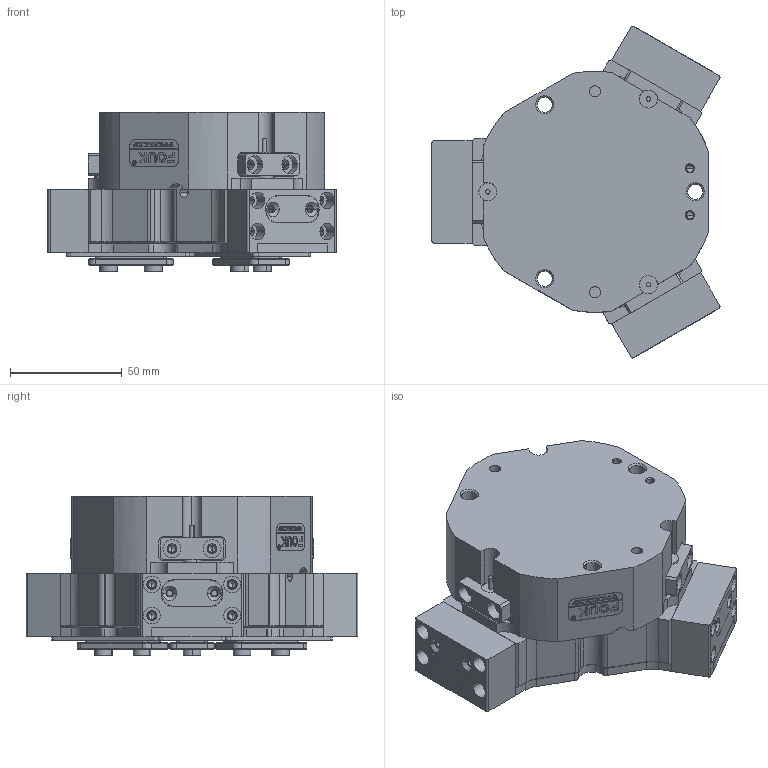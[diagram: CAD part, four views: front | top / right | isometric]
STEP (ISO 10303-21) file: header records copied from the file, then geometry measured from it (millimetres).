
FILE_DESCRIPTION (( 'STEP AP203' ), '1' );
FILE_NAME ('TZ75-119-S-P.STEP', '2024-12-06T04:43:34', ( 'USER-' ), ( 'Microsoft' ), 'SwSTEP 2.0', 'SolidWorks 2018', '' );
FILE_SCHEMA (( 'CONFIG_CONTROL_DESIGN' ));
Length unit declared in the file: millimetre
Products named in the file (29): 埴翐芛_GB_FASTENER_SCREWS_HSHCS M2X8-N; TZ75-119-C30杅耀.sldasm-Part-9; TZ75-119-C30杅耀.sldasm-Part-18; TZ75-119-C30-P杅耀.sldasm-Part-30; TZ75-119-C30-P杅耀.sldasm-Part-15; TZ75-119-S-P; TZ75-119-C30-P杅耀.sldasm-Part-2; TZ75-119-C30-P杅耀.sldasm-Part-19; TZ75-119-C30-P杅耀.sldasm-Part-20; TZ75-119-C30杅耀.sldasm-Part-10; TZ75-119-C30-P杅耀.sldasm-Part-29; 揤輸蚾饜极; 揤輸杅耀.sldasm-Part-9; TZ75-119-S; TZ75-119-C30-P杅耀.sldasm-Part-27; 25x12-R3; TZ75-119-S-02-賑輸; TZ75-119-C30-P杅耀.sldasm-Part-10; TZ75-119-C30-P杅耀.sldasm-Part-1; TZ75-119-C30-P杅耀.sldasm-Part-5; TZ75-119-C30-P杅耀.sldasm-Part-11; TZ75-119-C30-P杅耀.sldasm-Part-22; TZ75-119-C30-P杅耀.sldasm-Part-7; TZ75-119-C30-P杅耀.sldasm-Part-13; TZ75-119-C30-P杅耀.sldasm-Part-26; TZ75-119-C30-P杅耀.sldasm-Part-6; TZ75-119-C30-P杅耀.sldasm-Part-23; TZ75-119-C30杅耀.sldasm-Part-16; TZ75-119-C30杅耀.sldasm-Part-26
Assembly tree (37 placements, depth 4):
  TZ75-119-S-P
    TZ75-119-C30-P杅耀.sldasm-Part-1
    TZ75-119-C30-P杅耀.sldasm-Part-2
    TZ75-119-C30-P杅耀.sldasm-Part-5
    TZ75-119-C30-P杅耀.sldasm-Part-6
    TZ75-119-C30-P杅耀.sldasm-Part-7
    TZ75-119-C30-P杅耀.sldasm-Part-10
    TZ75-119-C30-P杅耀.sldasm-Part-11
    TZ75-119-C30-P杅耀.sldasm-Part-13
    TZ75-119-C30-P杅耀.sldasm-Part-15
    TZ75-119-C30-P杅耀.sldasm-Part-19
    TZ75-119-C30-P杅耀.sldasm-Part-20
    TZ75-119-C30-P杅耀.sldasm-Part-22
    TZ75-119-C30-P杅耀.sldasm-Part-23
    TZ75-119-C30-P杅耀.sldasm-Part-26
    TZ75-119-C30-P杅耀.sldasm-Part-27
    TZ75-119-C30-P杅耀.sldasm-Part-29
    TZ75-119-C30-P杅耀.sldasm-Part-30  x3
    TZ75-119-S
      TZ75-119-C30杅耀.sldasm-Part-9  x2
      TZ75-119-C30杅耀.sldasm-Part-10  x2
      TZ75-119-C30杅耀.sldasm-Part-16
      TZ75-119-C30杅耀.sldasm-Part-18
      TZ75-119-S-02-賑輸  x3
      TZ75-119-C30杅耀.sldasm-Part-26
      揤輸蚾饜极  x3
        揤輸杅耀.sldasm-Part-9
        埴翐芛_GB_FASTENER_SCREWS_HSHCS M2X8-N
      25x12-R3
Bounding box: 129.05 x 148.71 x 71.5 mm (x, y, z)
Volume: 556309.6 mm3; surface area: 146110.7 mm2
Topology: 39 solids, 47 shells, 2179 faces, 5565 edges, 3500 vertices
Faces by surface type: plane 960, cylinder 677, cone 375, bspline 155, torus 12
Entity records: 59720 total; most frequent: CARTESIAN_POINT 15302, ORIENTED_EDGE 8564, DIRECTION 8431, EDGE_CURVE 4282, AXIS2_PLACEMENT_3D 2910, VERTEX_POINT 2737, LINE 2611, VECTOR 2611
